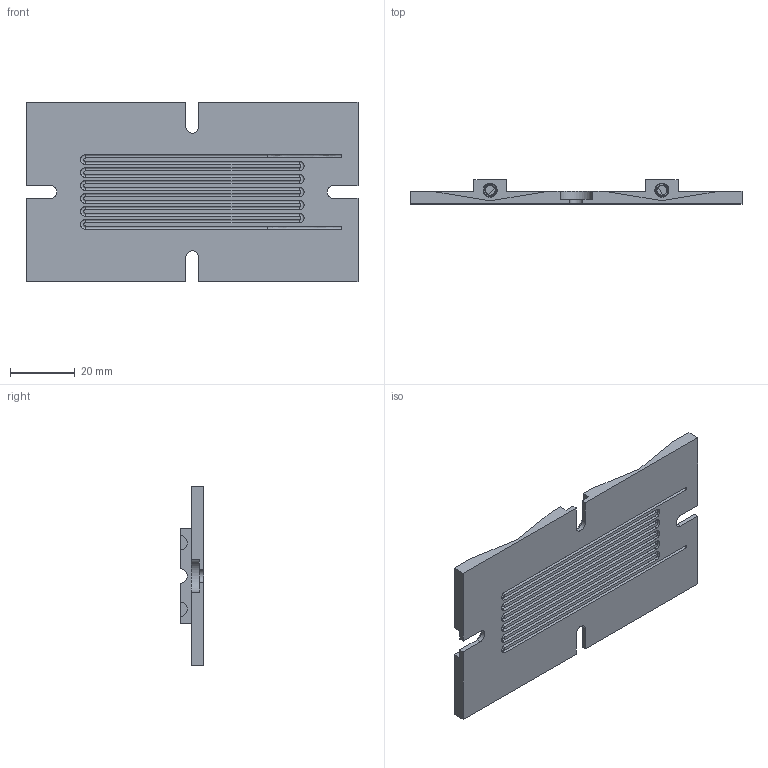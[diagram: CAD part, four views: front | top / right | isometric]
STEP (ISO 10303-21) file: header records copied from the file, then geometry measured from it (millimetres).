
FILE_DESCRIPTION(/* description */ (''),/* implementation_level */ '2;1');
FILE_NAME(/* name */ 'translationalstage_top_mk1.stp',/* time_stamp */ '2024-10-03T10:47:14+02:00',/* author */ ('Rik'),/* organization */ (''),/* preprocessor_version */ 'ST-DEVELOPER v19.2',/* originating_system */ 'Autodesk Inventor 2024',/* authorisation */ '');
FILE_SCHEMA (('AUTOMOTIVE_DESIGN { 1 0 10303 214 3 1 1 }'));
Length unit declared in the file: millimetre
Products named in the file (1): translationalstages_translationalstagetop_mk1
Bounding box: 102.5 x 7.4 x 55.3 mm (x, y, z)
Volume: 18227.2 mm3; surface area: 15782.8 mm2
Topology: 1 solids, 1 shells, 249 faces, 660 edges, 420 vertices
Faces by surface type: cylinder 112, plane 98, bspline 16, cone 12, torus 11
Full cylindrical faces by diameter (mm): 3 x16, 3.097 x12, 4 x8, 4.42 x4
Entity records: 21051 total; most frequent: CARTESIAN_POINT 14786, ORIENTED_EDGE 1320, DIRECTION 1152, EDGE_CURVE 660, VERTEX_POINT 420, AXIS2_PLACEMENT_3D 404, LINE 344, VECTOR 344
